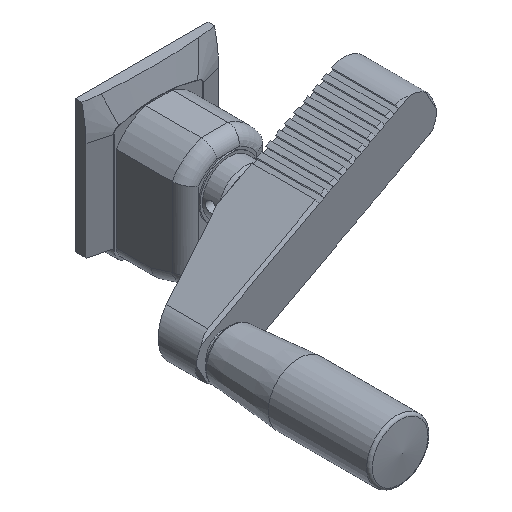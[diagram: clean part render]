
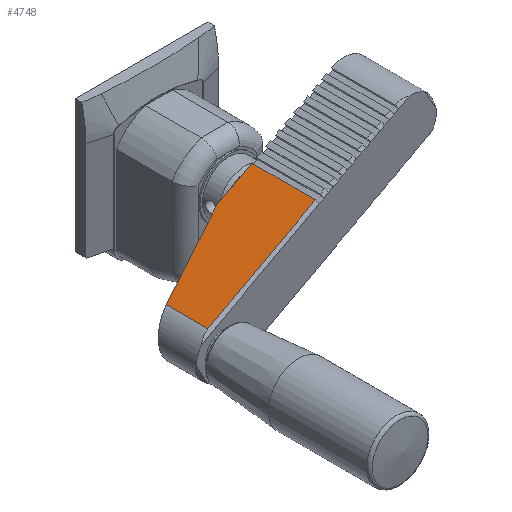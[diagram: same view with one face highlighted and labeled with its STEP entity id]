
A CAD part, isometric view. The second image highlights one B-rep face of the part: STEP entity #4748.
In plain terms, the highlighted planar face has unit normal (-0.473, 0, 0.881).
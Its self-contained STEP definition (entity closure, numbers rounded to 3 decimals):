
#147=LINE('',#8057,#674);
#234=LINE('',#8239,#761);
#251=LINE('',#8270,#778);
#252=LINE('',#8272,#779);
#253=LINE('',#8274,#780);
#674=VECTOR('',#6730,1000.);
#761=VECTOR('',#6871,1000.);
#778=VECTOR('',#6910,1000.);
#779=VECTOR('',#6911,1000.);
#780=VECTOR('',#6912,1000.);
#1250=PLANE('',#6270);
#1665=ORIENTED_EDGE('',*,*,#2859,.T.);
#1666=ORIENTED_EDGE('',*,*,#2965,.T.);
#1667=ORIENTED_EDGE('',*,*,#2966,.T.);
#1668=ORIENTED_EDGE('',*,*,#2967,.T.);
#1669=ORIENTED_EDGE('',*,*,#2946,.T.);
#2859=EDGE_CURVE('',#3520,#3522,#147,.T.);
#2946=EDGE_CURVE('',#3591,#3520,#234,.T.);
#2965=EDGE_CURVE('',#3522,#3594,#251,.T.);
#2966=EDGE_CURVE('',#3594,#3595,#252,.T.);
#2967=EDGE_CURVE('',#3595,#3591,#253,.T.);
#3520=VERTEX_POINT('',#8052);
#3522=VERTEX_POINT('',#8056);
#3591=VERTEX_POINT('',#8240);
#3594=VERTEX_POINT('',#8271);
#3595=VERTEX_POINT('',#8273);
#4043=EDGE_LOOP('',(#1665,#1666,#1667,#1668,#1669));
#4380=FACE_BOUND('',#4043,.T.);
#4748=ADVANCED_FACE('',(#4380),#1250,.T.);
#6270=AXIS2_PLACEMENT_3D('',#8269,#6908,#6909);
#6730=DIRECTION('',(0.,1.,0.));
#6871=DIRECTION('',(0.881,0.,0.473));
#6908=DIRECTION('',(-0.473,0.,0.881));
#6909=DIRECTION('',(0.,-1.,0.));
#6910=DIRECTION('',(-0.881,0.,-0.473));
#6911=DIRECTION('',(-0.851,-0.259,-0.457));
#6912=DIRECTION('',(0.,-1.,0.));
#8052=CARTESIAN_POINT('',(0.559,-58.956,11.648));
#8056=CARTESIAN_POINT('',(0.559,-34.956,11.648));
#8057=CARTESIAN_POINT('',(0.559,-54.286,11.648));
#8239=CARTESIAN_POINT('',(18.236,-58.956,21.133));
#8240=CARTESIAN_POINT('',(-39.975,-58.956,-10.1));
#8269=CARTESIAN_POINT('',(-2.86,-48.617,9.814));
#8270=CARTESIAN_POINT('',(39.331,-34.956,32.451));
#8271=CARTESIAN_POINT('',(-12.612,-34.956,4.581));
#8272=CARTESIAN_POINT('',(-12.612,-34.956,4.581));
#8273=CARTESIAN_POINT('',(-39.975,-43.277,-10.1));
#8274=CARTESIAN_POINT('',(-39.975,-59.956,-10.1));
